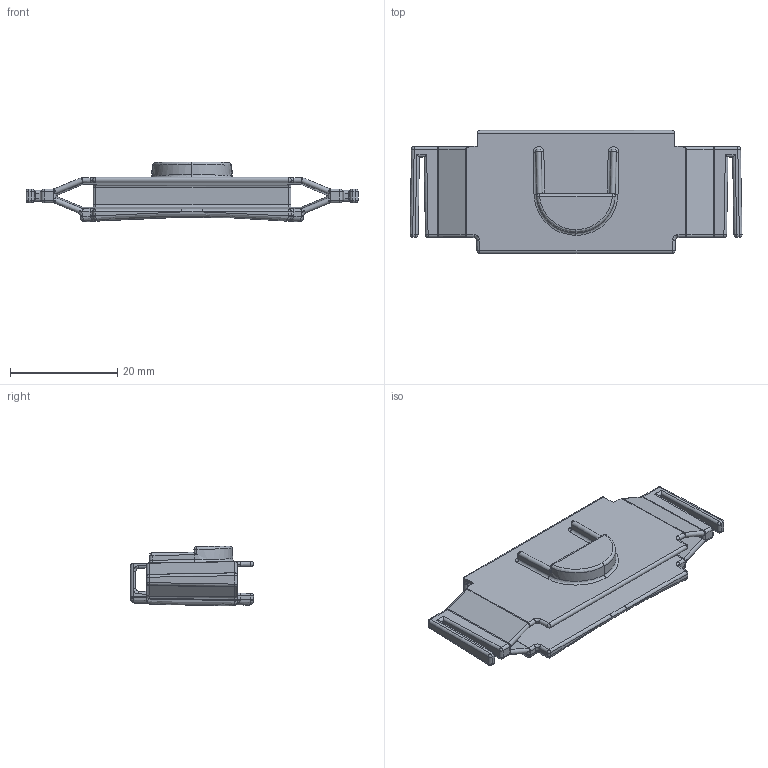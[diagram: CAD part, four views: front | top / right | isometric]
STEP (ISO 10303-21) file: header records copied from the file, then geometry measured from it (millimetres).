
FILE_DESCRIPTION (( 'STEP AP214' ), '1' );
FILE_NAME ('Battery Holder.STEP', '2016-10-26T19:00:06', ( '' ), ( '' ), 'SwSTEP 2.0', 'SolidWorks 2016', '' );
FILE_SCHEMA (( 'AUTOMOTIVE_DESIGN' ));
Length unit declared in the file: millimetre
Products named in the file (1): Battery Holder
Bounding box: 62.06 x 23 x 11.19 mm (x, y, z)
Volume: 3568 mm3; surface area: 5683.3 mm2
Topology: 1 solids, 1 shells, 287 faces, 730 edges, 412 vertices
Faces by surface type: cylinder 124, bspline 102, plane 61
Entity records: 10727 total; most frequent: CARTESIAN_POINT 4708, ORIENTED_EDGE 1400, DIRECTION 1086, EDGE_CURVE 700, VERTEX_POINT 412, AXIS2_PLACEMENT_3D 400, EDGE_LOOP 288, FACE_OUTER_BOUND 287
